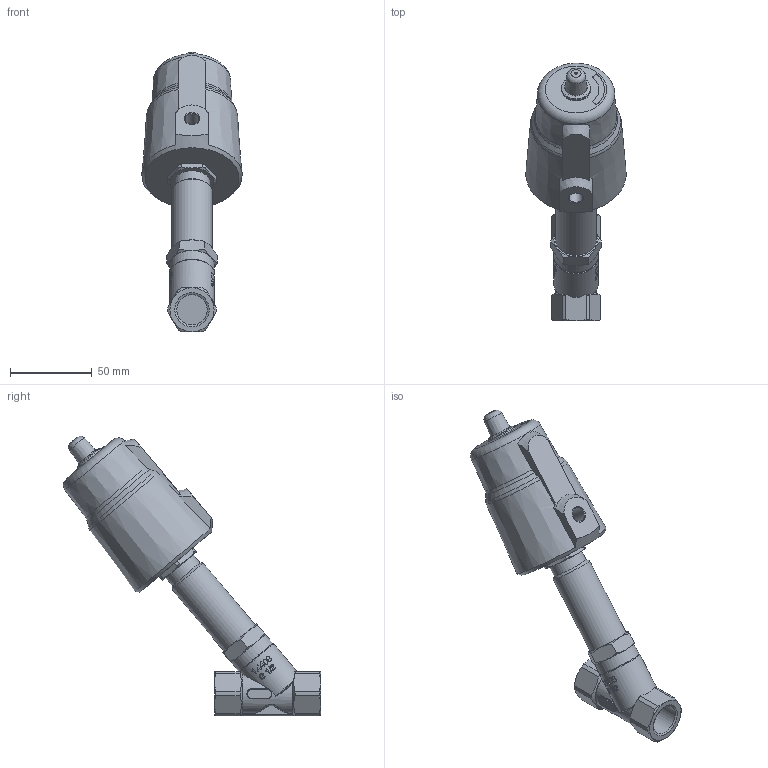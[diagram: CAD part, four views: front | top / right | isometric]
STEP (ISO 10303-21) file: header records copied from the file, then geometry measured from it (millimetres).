
FILE_DESCRIPTION(/* description */ ('2/2 druckgest. Tellerventil.stp'),/* implementation_level */ '2;1');
FILE_NAME(/* name */ '063.001295.stp',/* time_stamp */ '2019-12-04T07:21:10+01:00',/* author */ ('EFast'),/* organization */ (''),/* preprocessor_version */ 'ST-DEVELOPER v16.1',/* originating_system */ 'Autodesk Inventor 2016',/* authorisation */ '');
FILE_SCHEMA (('AUTOMOTIVE_DESIGN { 1 0 10303 214 3 1 1 }'));
Length unit declared in the file: millimetre
Products named in the file (1): 88-003306
Bounding box: 61.29 x 157.65 x 171.35 mm (x, y, z)
Volume: 277071.4 mm3; surface area: 35878.8 mm2
Topology: 1 solids, 1 shells, 377 faces, 991 edges, 641 vertices
Faces by surface type: plane 142, bspline 91, cylinder 75, cone 51, torus 16, sphere 2
Full cylindrical faces by diameter (mm): 1.5 x1, 8.566 x1, 18.2 x1, 18.631 x2, 22 x1, 25 x1, 27 x1
Entity records: 34806 total; most frequent: CARTESIAN_POINT 26669, ORIENTED_EDGE 1918, DIRECTION 1328, EDGE_CURVE 959, VERTEX_POINT 632, AXIS2_PLACEMENT_3D 510, EDGE_LOOP 427, FACE_OUTER_BOUND 377
